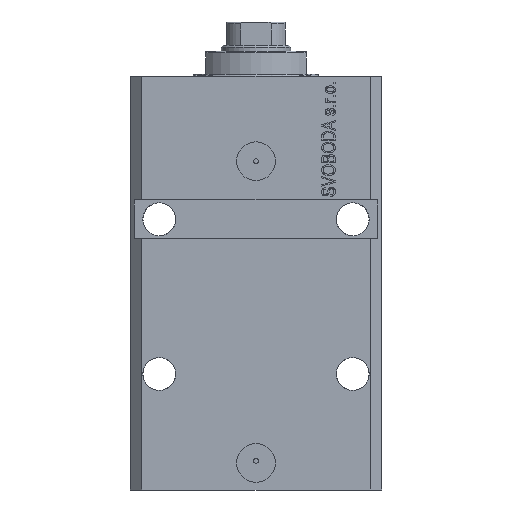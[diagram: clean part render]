
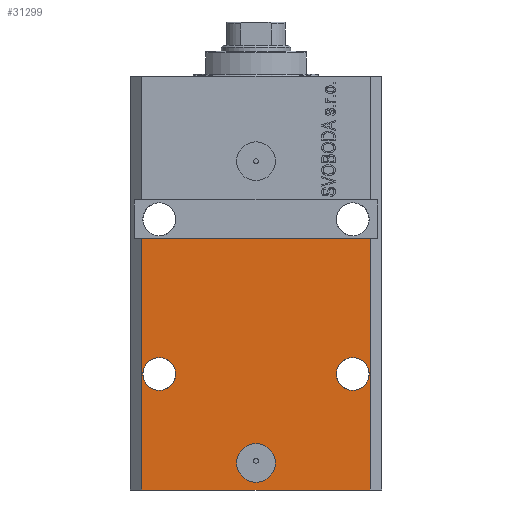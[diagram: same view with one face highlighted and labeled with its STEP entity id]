
A CAD part, front view. The second image highlights one B-rep face of the part: STEP entity #31299.
In plain terms, the highlighted planar face has unit normal (0, -1, 0).
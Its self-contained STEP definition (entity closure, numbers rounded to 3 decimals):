
#205 = CARTESIAN_POINT ( 'NONE',  ( 0., -22.5, -100. ) ) ;
#522 = DIRECTION ( 'NONE',  ( 0., -1., 0. ) ) ;
#619 = DIRECTION ( 'NONE',  ( 1., 0., 0. ) ) ;
#1893 = CARTESIAN_POINT ( 'NONE',  ( 29.5, -22.5, -107. ) ) ;
#1950 = CARTESIAN_POINT ( 'NONE',  ( -20.75, -22.5, -77. ) ) ;
#2054 = VERTEX_POINT ( 'NONE', #9573 ) ;
#2114 = LINE ( 'NONE', #1893, #44902 ) ;
#2206 = CIRCLE ( 'NONE', #20314, 5. ) ;
#2220 = DIRECTION ( 'NONE',  ( 0., 0., 1. ) ) ;
#2259 = CARTESIAN_POINT ( 'NONE',  ( -29.5, -22.5, -107. ) ) ;
#4035 = AXIS2_PLACEMENT_3D ( 'NONE', #205, #21327, #28175 ) ;
#4999 = CARTESIAN_POINT ( 'NONE',  ( 25., -22.5, -77. ) ) ;
#5034 = ORIENTED_EDGE ( 'NONE', *, *, #40690, .F. ) ;
#5077 = DIRECTION ( 'NONE',  ( 0., 0., 1. ) ) ;
#5128 = CARTESIAN_POINT ( 'NONE',  ( -5., -22.5, -100. ) ) ;
#5271 = AXIS2_PLACEMENT_3D ( 'NONE', #15014, #42722, #11601 ) ;
#5755 = EDGE_CURVE ( 'NONE', #28468, #8901, #19711, .T. ) ;
#6814 = EDGE_LOOP ( 'NONE', ( #14465, #11512 ) ) ;
#7735 = DIRECTION ( 'NONE',  ( 0., -1., 0. ) ) ;
#7807 = EDGE_CURVE ( 'NONE', #41741, #17675, #15340, .T. ) ;
#8000 = FACE_BOUND ( 'NONE', #23412, .T. ) ;
#8100 = CARTESIAN_POINT ( 'NONE',  ( 25., -22.5, -77. ) ) ;
#8901 = VERTEX_POINT ( 'NONE', #34645 ) ;
#8951 = EDGE_CURVE ( 'NONE', #30295, #42467, #2114, .T. ) ;
#9573 = CARTESIAN_POINT ( 'NONE',  ( -29.25, -22.5, -77. ) ) ;
#9872 = CIRCLE ( 'NONE', #19346, 4.25 ) ;
#11397 = EDGE_CURVE ( 'NONE', #8901, #42467, #32325, .T. ) ;
#11418 = CARTESIAN_POINT ( 'NONE',  ( -29.5, -22.5, -107. ) ) ;
#11447 = CARTESIAN_POINT ( 'NONE',  ( 20.75, -22.5, -77. ) ) ;
#11512 = ORIENTED_EDGE ( 'NONE', *, *, #32457, .F. ) ;
#11601 = DIRECTION ( 'NONE',  ( -1., 0., 0. ) ) ;
#14218 = EDGE_CURVE ( 'NONE', #26850, #2054, #42864, .T. ) ;
#14465 = ORIENTED_EDGE ( 'NONE', *, *, #7807, .F. ) ;
#14637 = LINE ( 'NONE', #32119, #42324 ) ;
#15014 = CARTESIAN_POINT ( 'NONE',  ( -25., -22.5, -77. ) ) ;
#15284 = FACE_OUTER_BOUND ( 'NONE', #40332, .T. ) ;
#15340 = CIRCLE ( 'NONE', #28414, 4.25 ) ;
#15949 = VERTEX_POINT ( 'NONE', #5128 ) ;
#17559 = DIRECTION ( 'NONE',  ( 0., -1., 0. ) ) ;
#17675 = VERTEX_POINT ( 'NONE', #11447 ) ;
#18463 = FACE_BOUND ( 'NONE', #6814, .T. ) ;
#19130 = ORIENTED_EDGE ( 'NONE', *, *, #23657, .F. ) ;
#19346 = AXIS2_PLACEMENT_3D ( 'NONE', #4999, #7735, #35483 ) ;
#19647 = ORIENTED_EDGE ( 'NONE', *, *, #8951, .T. ) ;
#19711 = LINE ( 'NONE', #26541, #31892 ) ;
#20314 = AXIS2_PLACEMENT_3D ( 'NONE', #25275, #26178, #39823 ) ;
#21327 = DIRECTION ( 'NONE',  ( 0., -1., 0. ) ) ;
#22299 = CARTESIAN_POINT ( 'NONE',  ( -32.5, -22.5, -42. ) ) ;
#22930 = AXIS2_PLACEMENT_3D ( 'NONE', #11418, #522, #25055 ) ;
#23412 = EDGE_LOOP ( 'NONE', ( #34401, #19130 ) ) ;
#23657 = EDGE_CURVE ( 'NONE', #2054, #26850, #30683, .T. ) ;
#23695 = CARTESIAN_POINT ( 'NONE',  ( 29.25, -22.5, -77. ) ) ;
#24382 = EDGE_CURVE ( 'NONE', #28468, #30295, #14637, .T. ) ;
#25055 = DIRECTION ( 'NONE',  ( 1., 0., 0. ) ) ;
#25275 = CARTESIAN_POINT ( 'NONE',  ( 0., -22.5, -100. ) ) ;
#25725 = PLANE ( 'NONE',  #22930 ) ;
#26178 = DIRECTION ( 'NONE',  ( 0., -1., 0. ) ) ;
#26541 = CARTESIAN_POINT ( 'NONE',  ( -29.5, -22.5, -107. ) ) ;
#26850 = VERTEX_POINT ( 'NONE', #1950 ) ;
#28175 = DIRECTION ( 'NONE',  ( 1., 0., 0. ) ) ;
#28413 = CARTESIAN_POINT ( 'NONE',  ( 29.5, -22.5, -107. ) ) ;
#28414 = AXIS2_PLACEMENT_3D ( 'NONE', #8100, #42867, #619 ) ;
#28468 = VERTEX_POINT ( 'NONE', #2259 ) ;
#28913 = CARTESIAN_POINT ( 'NONE',  ( -25., -22.5, -77. ) ) ;
#29370 = DIRECTION ( 'NONE',  ( 1., 0., 0. ) ) ;
#29881 = ORIENTED_EDGE ( 'NONE', *, *, #24382, .T. ) ;
#30295 = VERTEX_POINT ( 'NONE', #28413 ) ;
#30437 = ORIENTED_EDGE ( 'NONE', *, *, #5755, .F. ) ;
#30683 = CIRCLE ( 'NONE', #5271, 4.25 ) ;
#31299 = ADVANCED_FACE ( 'NONE', ( #42337, #18463, #8000, #15284 ), #25725, .T. ) ;
#31655 = DIRECTION ( 'NONE',  ( -1., 0., 0. ) ) ;
#31892 = VECTOR ( 'NONE', #2220, 1000. ) ;
#32119 = CARTESIAN_POINT ( 'NONE',  ( -29.5, -22.5, -107. ) ) ;
#32325 = LINE ( 'NONE', #22299, #39189 ) ;
#32457 = EDGE_CURVE ( 'NONE', #17675, #41741, #9872, .T. ) ;
#32529 = VERTEX_POINT ( 'NONE', #38670 ) ;
#34401 = ORIENTED_EDGE ( 'NONE', *, *, #14218, .F. ) ;
#34518 = CIRCLE ( 'NONE', #4035, 5. ) ;
#34645 = CARTESIAN_POINT ( 'NONE',  ( -29.5, -22.5, -42. ) ) ;
#35483 = DIRECTION ( 'NONE',  ( 1., 0., 0. ) ) ;
#35641 = EDGE_CURVE ( 'NONE', #15949, #32529, #34518, .T. ) ;
#36343 = EDGE_LOOP ( 'NONE', ( #5034, #38785 ) ) ;
#38670 = CARTESIAN_POINT ( 'NONE',  ( 5., -22.5, -100. ) ) ;
#38785 = ORIENTED_EDGE ( 'NONE', *, *, #35641, .F. ) ;
#39189 = VECTOR ( 'NONE', #29370, 1000. ) ;
#39823 = DIRECTION ( 'NONE',  ( 1., 0., 0. ) ) ;
#40320 = CARTESIAN_POINT ( 'NONE',  ( 29.5, -22.5, -42. ) ) ;
#40332 = EDGE_LOOP ( 'NONE', ( #41084, #30437, #29881, #19647 ) ) ;
#40690 = EDGE_CURVE ( 'NONE', #32529, #15949, #2206, .T. ) ;
#41084 = ORIENTED_EDGE ( 'NONE', *, *, #11397, .F. ) ;
#41406 = AXIS2_PLACEMENT_3D ( 'NONE', #28913, #17559, #31655 ) ;
#41741 = VERTEX_POINT ( 'NONE', #23695 ) ;
#41894 = DIRECTION ( 'NONE',  ( 1., 0., 0. ) ) ;
#42324 = VECTOR ( 'NONE', #41894, 1000. ) ;
#42337 = FACE_BOUND ( 'NONE', #36343, .T. ) ;
#42467 = VERTEX_POINT ( 'NONE', #40320 ) ;
#42722 = DIRECTION ( 'NONE',  ( 0., -1., 0. ) ) ;
#42864 = CIRCLE ( 'NONE', #41406, 4.25 ) ;
#42867 = DIRECTION ( 'NONE',  ( 0., -1., 0. ) ) ;
#44902 = VECTOR ( 'NONE', #5077, 1000. ) ;
